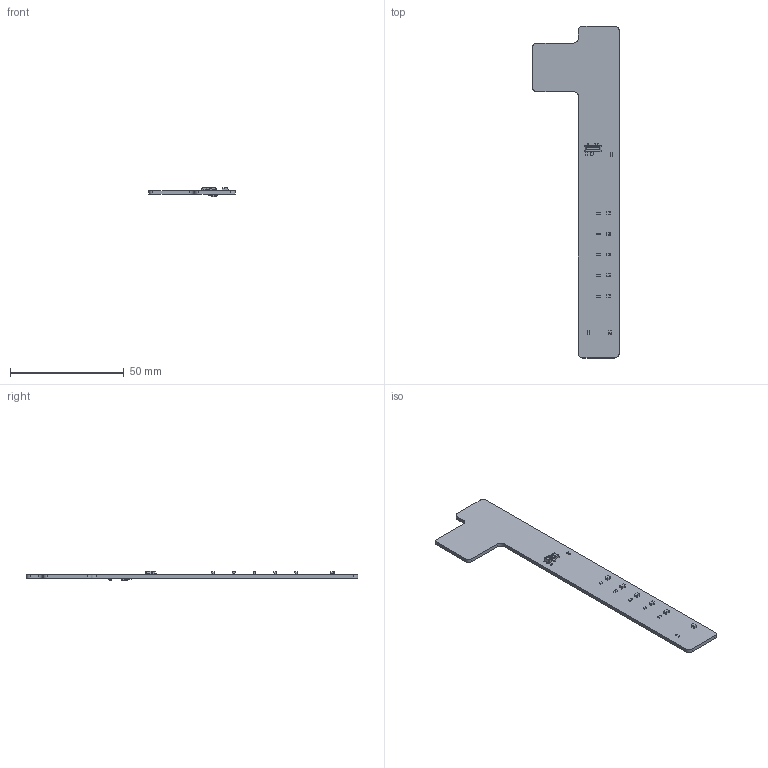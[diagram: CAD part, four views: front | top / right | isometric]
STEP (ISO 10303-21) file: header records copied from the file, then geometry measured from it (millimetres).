
FILE_DESCRIPTION(('KiCad electronic assembly'),'2;1');
FILE_NAME('Watch V4.step','2019-08-13T13:21:51',('An Author'),( 'A Company'),'Open CASCADE STEP processor 6.9', 'KiCad to STEP converter','Unknown');
FILE_SCHEMA(('AUTOMOTIVE_DESIGN { 1 0 10303 214 1 1 1 1 }'));
Length unit declared in the file: millimetre
Products named in the file (12): Open CASCADE STEP translator 6.9 1; R_0603_1608Metric; SOLID; C_0805_2012Metric; D_SOD-323; SW_SPDT_PCM12; SOT-23
Assembly tree (24 placements, depth 3):
  Open CASCADE STEP translator 6.9 1
    R_0603_1608Metric  x9
      SOLID
    C_0805_2012Metric  x6
      SOLID
    D_SOD-323
      SOLID
    SW_SPDT_PCM12
      SOLID
    SOT-23
      SOLID
    SOLID
Bounding box: 38.1 x 146.18 x 4.4 mm (x, y, z)
Volume: 4954.6 mm3; surface area: 6941.3 mm2
Topology: 19 solids, 19 shells, 704 faces, 1780 edges, 1130 vertices
Faces by surface type: plane 466, cylinder 183, bspline 53, cone 2
Full cylindrical faces by diameter (mm): 0.8 x2
Entity records: 24534 total; most frequent: CARTESIAN_POINT 4405, DIRECTION 3185, LINE 2237, VECTOR 2237, ORIENTED_EDGE 1752, PCURVE 1752, DEFINITIONAL_REPRESENTATION 1752, EDGE_CURVE 876
